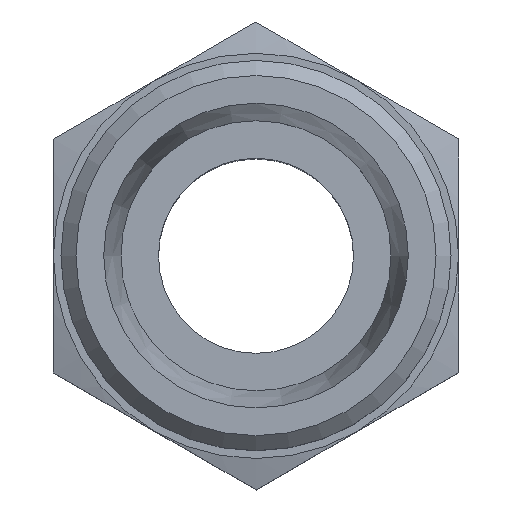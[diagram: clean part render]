
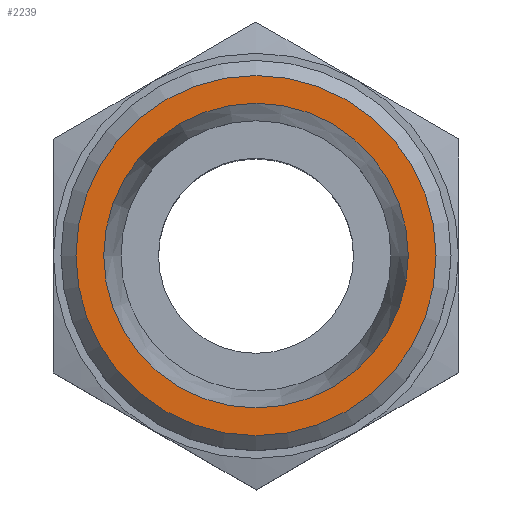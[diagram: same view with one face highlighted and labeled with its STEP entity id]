
A CAD part, top view. The second image highlights one B-rep face of the part: STEP entity #2239.
In plain terms, the highlighted planar face has unit normal (0, 0, 1).
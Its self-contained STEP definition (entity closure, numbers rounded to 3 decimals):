
#2064=CARTESIAN_POINT('',(4.715,7.59,36.0));
#2065=VERTEX_POINT('',#2064);
#2066=CARTESIAN_POINT('',(-5.435,7.59,36.0));
#2067=DIRECTION('',(0.0,0.0,-1.0));
#2068=DIRECTION('',(-1.0,0.0,0.0));
#2069=AXIS2_PLACEMENT_3D('',#2066,#2067,#2068);
#2070=CIRCLE('',#2069,10.15);
#2071=EDGE_CURVE('',#2065,#2065,#2070,.T.);
#2216=CARTESIAN_POINT('',(6.565,7.59,36.0));
#2217=VERTEX_POINT('',#2216);
#2218=CARTESIAN_POINT('',(-5.435,7.59,36.0));
#2219=DIRECTION('',(0.0,0.0,-1.0));
#2220=DIRECTION('',(-1.0,0.0,0.0));
#2221=AXIS2_PLACEMENT_3D('',#2218,#2219,#2220);
#2222=CIRCLE('',#2221,12.0);
#2223=EDGE_CURVE('',#2217,#2217,#2222,.T.);
#2228=CARTESIAN_POINT('',(-5.435,7.59,36.0));
#2229=DIRECTION('',(0.0,0.0,1.0));
#2230=DIRECTION('',(1.0,0.0,0.0));
#2231=AXIS2_PLACEMENT_3D('',#2228,#2229,#2230);
#2232=PLANE('',#2231);
#2233=ORIENTED_EDGE('',*,*,#2223,.F.);
#2234=EDGE_LOOP('',(#2233));
#2235=FACE_OUTER_BOUND('',#2234,.T.);
#2236=ORIENTED_EDGE('',*,*,#2071,.T.);
#2237=EDGE_LOOP('',(#2236));
#2238=FACE_BOUND('',#2237,.T.);
#2239=ADVANCED_FACE('',(#2235,#2238),#2232,.T.);
